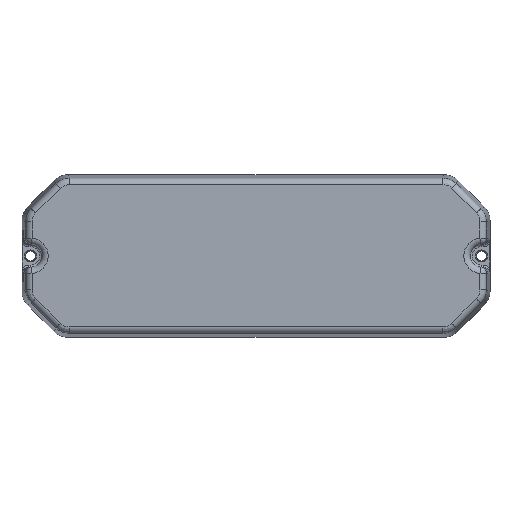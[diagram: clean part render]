
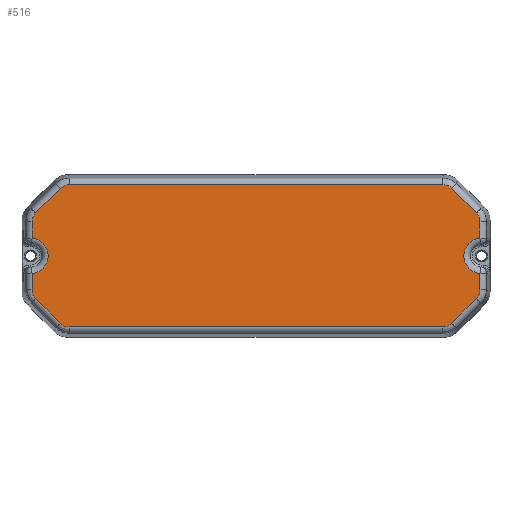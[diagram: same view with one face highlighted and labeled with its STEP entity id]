
A CAD part, top view. The second image highlights one B-rep face of the part: STEP entity #516.
In plain terms, the highlighted planar face has unit normal (0, 0, 1).
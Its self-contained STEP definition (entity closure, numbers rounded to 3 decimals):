
#159=PLANE('',#2935);
#245=LINE('',#4398,#399);
#246=LINE('',#4403,#400);
#247=LINE('',#4407,#401);
#248=LINE('',#4411,#402);
#249=LINE('',#4415,#403);
#250=LINE('',#4419,#404);
#251=LINE('',#4423,#405);
#252=LINE('',#4427,#406);
#253=LINE('',#4431,#407);
#254=LINE('',#4435,#408);
#399=VECTOR('',#3352,1.);
#400=VECTOR('',#3355,1.);
#401=VECTOR('',#3358,1.);
#402=VECTOR('',#3361,1.);
#403=VECTOR('',#3364,1.);
#404=VECTOR('',#3367,1.);
#405=VECTOR('',#3370,1.);
#406=VECTOR('',#3373,1.);
#407=VECTOR('',#3376,1.);
#408=VECTOR('',#3379,1.);
#516=ADVANCED_FACE('',(#742),#159,.T.);
#742=FACE_OUTER_BOUND('',#918,.T.);
#918=EDGE_LOOP('',(#1412,#1413,#1414,#1415,#1416,#1417,#1418,#1419,#1420,
#1421,#1422,#1423,#1424,#1425,#1426,#1427,#1428,#1429,#1430,#1431));
#1106=CIRCLE('',#2929,5.6);
#1107=CIRCLE('',#2934,5.6);
#1243=ELLIPSE('',#2925,4.003,4.);
#1244=ELLIPSE('',#2926,4.003,4.);
#1245=ELLIPSE('',#2927,4.003,4.);
#1246=ELLIPSE('',#2928,4.003,4.);
#1247=ELLIPSE('',#2930,4.003,4.);
#1248=ELLIPSE('',#2931,4.003,4.);
#1249=ELLIPSE('',#2932,4.003,4.);
#1250=ELLIPSE('',#2933,4.003,4.);
#1412=ORIENTED_EDGE('',*,*,#2495,.T.);
#1413=ORIENTED_EDGE('',*,*,#2496,.T.);
#1414=ORIENTED_EDGE('',*,*,#2497,.T.);
#1415=ORIENTED_EDGE('',*,*,#2498,.T.);
#1416=ORIENTED_EDGE('',*,*,#2499,.T.);
#1417=ORIENTED_EDGE('',*,*,#2500,.T.);
#1418=ORIENTED_EDGE('',*,*,#2501,.T.);
#1419=ORIENTED_EDGE('',*,*,#2502,.T.);
#1420=ORIENTED_EDGE('',*,*,#2503,.T.);
#1421=ORIENTED_EDGE('',*,*,#2504,.T.);
#1422=ORIENTED_EDGE('',*,*,#2505,.T.);
#1423=ORIENTED_EDGE('',*,*,#2506,.T.);
#1424=ORIENTED_EDGE('',*,*,#2507,.T.);
#1425=ORIENTED_EDGE('',*,*,#2508,.T.);
#1426=ORIENTED_EDGE('',*,*,#2509,.T.);
#1427=ORIENTED_EDGE('',*,*,#2510,.T.);
#1428=ORIENTED_EDGE('',*,*,#2511,.T.);
#1429=ORIENTED_EDGE('',*,*,#2512,.T.);
#1430=ORIENTED_EDGE('',*,*,#2513,.T.);
#1431=ORIENTED_EDGE('',*,*,#2514,.T.);
#2238=VERTEX_POINT('',#4399);
#2239=VERTEX_POINT('',#4400);
#2240=VERTEX_POINT('',#4402);
#2241=VERTEX_POINT('',#4404);
#2242=VERTEX_POINT('',#4406);
#2243=VERTEX_POINT('',#4408);
#2244=VERTEX_POINT('',#4410);
#2245=VERTEX_POINT('',#4412);
#2246=VERTEX_POINT('',#4414);
#2247=VERTEX_POINT('',#4416);
#2248=VERTEX_POINT('',#4418);
#2249=VERTEX_POINT('',#4420);
#2250=VERTEX_POINT('',#4422);
#2251=VERTEX_POINT('',#4424);
#2252=VERTEX_POINT('',#4426);
#2253=VERTEX_POINT('',#4428);
#2254=VERTEX_POINT('',#4430);
#2255=VERTEX_POINT('',#4432);
#2256=VERTEX_POINT('',#4434);
#2257=VERTEX_POINT('',#4436);
#2495=EDGE_CURVE('',#2238,#2239,#245,.T.);
#2496=EDGE_CURVE('',#2239,#2240,#1243,.T.);
#2497=EDGE_CURVE('',#2240,#2241,#246,.T.);
#2498=EDGE_CURVE('',#2241,#2242,#1244,.T.);
#2499=EDGE_CURVE('',#2242,#2243,#247,.T.);
#2500=EDGE_CURVE('',#2243,#2244,#1245,.T.);
#2501=EDGE_CURVE('',#2244,#2245,#248,.T.);
#2502=EDGE_CURVE('',#2245,#2246,#1246,.T.);
#2503=EDGE_CURVE('',#2246,#2247,#249,.T.);
#2504=EDGE_CURVE('',#2247,#2248,#1106,.T.);
#2505=EDGE_CURVE('',#2248,#2249,#250,.T.);
#2506=EDGE_CURVE('',#2249,#2250,#1247,.T.);
#2507=EDGE_CURVE('',#2250,#2251,#251,.T.);
#2508=EDGE_CURVE('',#2251,#2252,#1248,.T.);
#2509=EDGE_CURVE('',#2252,#2253,#252,.T.);
#2510=EDGE_CURVE('',#2253,#2254,#1249,.T.);
#2511=EDGE_CURVE('',#2254,#2255,#253,.T.);
#2512=EDGE_CURVE('',#2255,#2256,#1250,.T.);
#2513=EDGE_CURVE('',#2256,#2257,#254,.T.);
#2514=EDGE_CURVE('',#2257,#2238,#1107,.T.);
#2925=AXIS2_PLACEMENT_3D('',#4401,#3353,#3354);
#2926=AXIS2_PLACEMENT_3D('',#4405,#3356,#3357);
#2927=AXIS2_PLACEMENT_3D('',#4409,#3359,#3360);
#2928=AXIS2_PLACEMENT_3D('',#4413,#3362,#3363);
#2929=AXIS2_PLACEMENT_3D('',#4417,#3365,#3366);
#2930=AXIS2_PLACEMENT_3D('',#4421,#3368,#3369);
#2931=AXIS2_PLACEMENT_3D('',#4425,#3371,#3372);
#2932=AXIS2_PLACEMENT_3D('',#4429,#3374,#3375);
#2933=AXIS2_PLACEMENT_3D('',#4433,#3377,#3378);
#2934=AXIS2_PLACEMENT_3D('',#4437,#3380,#3381);
#2935=AXIS2_PLACEMENT_3D('',#4438,#3382,#3383);
#3352=DIRECTION('',(0.,-1.,0.));
#3353=DIRECTION('',(0.,0.,1.));
#3354=DIRECTION('',(-0.924,-0.383,0.));
#3355=DIRECTION('',(0.707,-0.707,0.));
#3356=DIRECTION('',(0.,0.,1.));
#3357=DIRECTION('',(-0.383,-0.924,0.));
#3358=DIRECTION('',(1.,0.,0.));
#3359=DIRECTION('',(0.,0.,1.));
#3360=DIRECTION('',(0.383,-0.924,0.));
#3361=DIRECTION('',(0.707,0.707,0.));
#3362=DIRECTION('',(0.,0.,1.));
#3363=DIRECTION('',(0.924,-0.383,0.));
#3364=DIRECTION('',(0.,1.,0.));
#3365=DIRECTION('',(0.,0.,-1.));
#3366=DIRECTION('',(1.,0.,0.));
#3367=DIRECTION('',(0.,1.,0.));
#3368=DIRECTION('',(0.,0.,1.));
#3369=DIRECTION('',(0.924,0.383,0.));
#3370=DIRECTION('',(-0.707,0.707,0.));
#3371=DIRECTION('',(0.,0.,1.));
#3372=DIRECTION('',(0.383,0.924,0.));
#3373=DIRECTION('',(-1.,0.,0.));
#3374=DIRECTION('',(0.,0.,1.));
#3375=DIRECTION('',(-0.383,0.924,0.));
#3376=DIRECTION('',(-0.707,-0.707,0.));
#3377=DIRECTION('',(0.,0.,1.));
#3378=DIRECTION('',(-0.924,0.383,0.));
#3379=DIRECTION('',(0.,-1.,0.));
#3380=DIRECTION('',(0.,0.,-1.));
#3381=DIRECTION('',(1.,0.,0.));
#3382=DIRECTION('',(0.,0.,1.));
#3383=DIRECTION('',(1.,0.,0.));
#4398=CARTESIAN_POINT('',(-71.011,-10.746,36.));
#4399=CARTESIAN_POINT('',(-71.011,-5.579,36.));
#4400=CARTESIAN_POINT('',(-71.011,-10.773,36.));
#4401=CARTESIAN_POINT('',(-67.009,-10.771,36.));
#4402=CARTESIAN_POINT('',(-69.841,-13.6,36.));
#4403=CARTESIAN_POINT('',(-62.07,-21.371,36.));
#4404=CARTESIAN_POINT('',(-62.05,-21.391,36.));
#4405=CARTESIAN_POINT('',(-59.221,-18.559,36.));
#4406=CARTESIAN_POINT('',(-59.223,-22.561,36.));
#4407=CARTESIAN_POINT('',(59.196,-22.561,36.));
#4408=CARTESIAN_POINT('',(59.223,-22.561,36.));
#4409=CARTESIAN_POINT('',(59.221,-18.559,36.));
#4410=CARTESIAN_POINT('',(62.05,-21.391,36.));
#4411=CARTESIAN_POINT('',(69.821,-13.62,36.));
#4412=CARTESIAN_POINT('',(69.841,-13.6,36.));
#4413=CARTESIAN_POINT('',(67.009,-10.771,36.));
#4414=CARTESIAN_POINT('',(71.011,-10.773,36.));
#4415=CARTESIAN_POINT('',(71.011,-5.572,36.));
#4416=CARTESIAN_POINT('',(71.011,-5.579,36.));
#4417=CARTESIAN_POINT('',(71.5,0.,36.));
#4418=CARTESIAN_POINT('',(71.011,5.579,36.));
#4419=CARTESIAN_POINT('',(71.011,10.746,36.));
#4420=CARTESIAN_POINT('',(71.011,10.773,36.));
#4421=CARTESIAN_POINT('',(67.009,10.771,36.));
#4422=CARTESIAN_POINT('',(69.841,13.6,36.));
#4423=CARTESIAN_POINT('',(62.07,21.371,36.));
#4424=CARTESIAN_POINT('',(62.05,21.391,36.));
#4425=CARTESIAN_POINT('',(59.221,18.559,36.));
#4426=CARTESIAN_POINT('',(59.223,22.561,36.));
#4427=CARTESIAN_POINT('',(-59.196,22.561,36.));
#4428=CARTESIAN_POINT('',(-59.223,22.561,36.));
#4429=CARTESIAN_POINT('',(-59.221,18.559,36.));
#4430=CARTESIAN_POINT('',(-62.05,21.391,36.));
#4431=CARTESIAN_POINT('',(-69.821,13.62,36.));
#4432=CARTESIAN_POINT('',(-69.841,13.6,36.));
#4433=CARTESIAN_POINT('',(-67.009,10.771,36.));
#4434=CARTESIAN_POINT('',(-71.011,10.773,36.));
#4435=CARTESIAN_POINT('',(-71.011,5.572,36.));
#4436=CARTESIAN_POINT('',(-71.011,5.579,36.));
#4437=CARTESIAN_POINT('',(-71.5,0.,36.));
#4438=CARTESIAN_POINT('',(0.,0.,36.));
